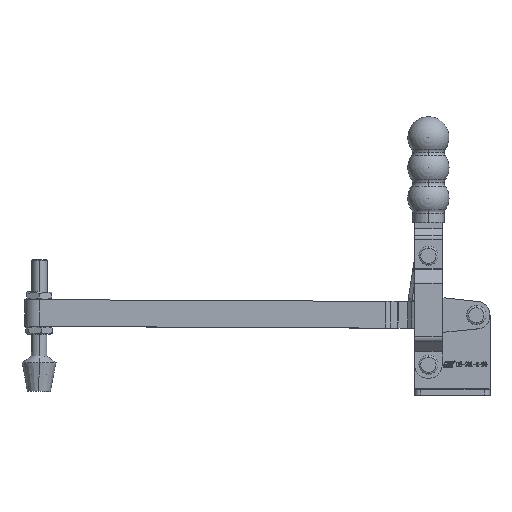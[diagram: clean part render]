
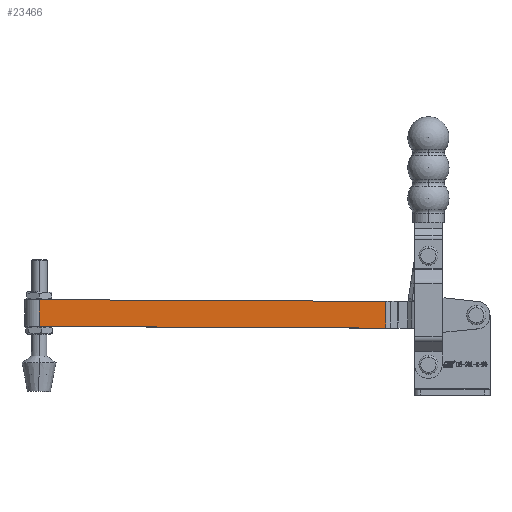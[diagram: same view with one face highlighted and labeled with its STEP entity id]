
A CAD part, top view. The second image highlights one B-rep face of the part: STEP entity #23466.
In plain terms, the highlighted face is planar.
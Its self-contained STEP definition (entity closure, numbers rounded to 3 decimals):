
#544 = LINE ( 'NONE', #12719, #553 ) ;
#553 = VECTOR ( 'NONE', #12730, 1000. ) ;
#558 = LINE ( 'NONE', #12711, #563 ) ;
#563 = VECTOR ( 'NONE', #12708, 1000. ) ;
#667 = LINE ( 'NONE', #2019, #675 ) ;
#675 = VECTOR ( 'NONE', #2029, 1000. ) ;
#938 = LINE ( 'NONE', #2430, #941 ) ;
#941 = VECTOR ( 'NONE', #2431, 1000. ) ;
#2019 = CARTESIAN_POINT ( 'NONE',  ( 0., -7.7, 17. ) ) ;
#2029 = DIRECTION ( 'NONE',  ( 1., 0., 0. ) ) ;
#2430 = CARTESIAN_POINT ( 'NONE',  ( 181.251, -7.7, 20. ) ) ;
#2431 = DIRECTION ( 'NONE',  ( 0., 0., -1. ) ) ;
#3830 = CARTESIAN_POINT ( 'NONE',  ( 0., -7.7, 20. ) ) ;
#3835 = PLANE ( 'NONE',  #26452 ) ;
#3838 = DIRECTION ( 'NONE',  ( 0., 1., 0. ) ) ;
#3839 = DIRECTION ( 'NONE',  ( 0., 0., 1. ) ) ;
#5155 = CARTESIAN_POINT ( 'NONE',  ( 0., -7.7, 3. ) ) ;
#5174 = CARTESIAN_POINT ( 'NONE',  ( 181.251, -7.7, 3. ) ) ;
#7062 = VERTEX_POINT ( 'NONE', #21040 ) ;
#7825 = EDGE_CURVE ( 'NONE', #7062, #12907, #544, .T. ) ;
#7830 = EDGE_CURVE ( 'NONE', #12907, #14361, #558, .T. ) ;
#7901 = EDGE_CURVE ( 'NONE', #7062, #25528, #667, .T. ) ;
#8059 = EDGE_CURVE ( 'NONE', #25528, #14361, #938, .T. ) ;
#12708 = DIRECTION ( 'NONE',  ( 1., 0., 0. ) ) ;
#12711 = CARTESIAN_POINT ( 'NONE',  ( 0., -7.7, 3. ) ) ;
#12719 = CARTESIAN_POINT ( 'NONE',  ( 0., -7.7, 20. ) ) ;
#12730 = DIRECTION ( 'NONE',  ( 0., 0., -1. ) ) ;
#12907 = VERTEX_POINT ( 'NONE', #5155 ) ;
#14361 = VERTEX_POINT ( 'NONE', #5174 ) ;
#15384 = ORIENTED_EDGE ( 'NONE', *, *, #7830, .T. ) ;
#15385 = ORIENTED_EDGE ( 'NONE', *, *, #7825, .T. ) ;
#15389 = ORIENTED_EDGE ( 'NONE', *, *, #8059, .F. ) ;
#15390 = ORIENTED_EDGE ( 'NONE', *, *, #7901, .F. ) ;
#16819 = FACE_OUTER_BOUND ( 'NONE', #24106, .T. ) ;
#21040 = CARTESIAN_POINT ( 'NONE',  ( 0., -7.7, 17. ) ) ;
#21754 = CARTESIAN_POINT ( 'NONE',  ( 181.251, -7.7, 17. ) ) ;
#23466 = ADVANCED_FACE ( 'NONE', ( #16819 ), #3835, .F. ) ;
#24106 = EDGE_LOOP ( 'NONE', ( #15384, #15389, #15390, #15385 ) ) ;
#25528 = VERTEX_POINT ( 'NONE', #21754 ) ;
#26452 = AXIS2_PLACEMENT_3D ( 'NONE', #3830, #3838, #3839 ) ;
